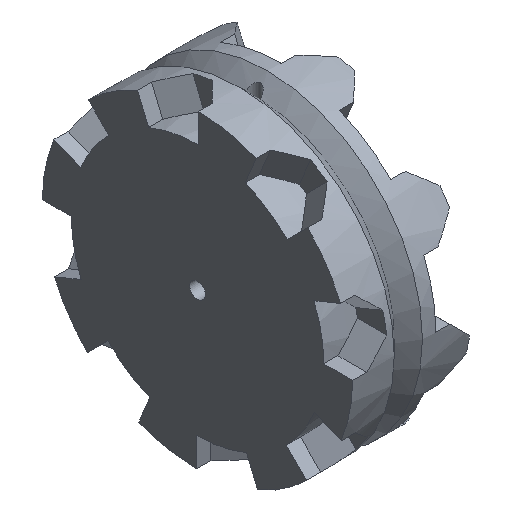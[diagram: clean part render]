
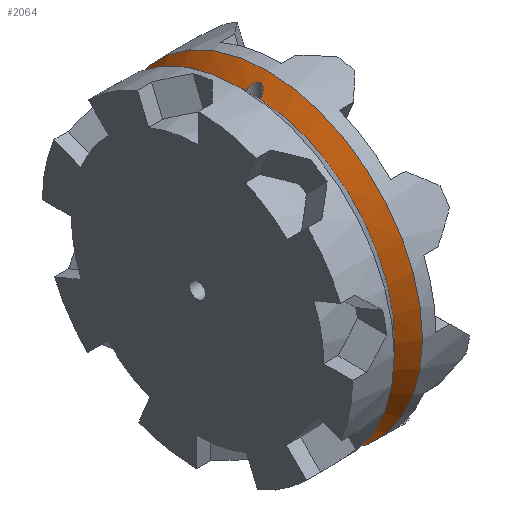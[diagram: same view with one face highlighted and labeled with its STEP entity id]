
A CAD part, isometric view. The second image highlights one B-rep face of the part: STEP entity #2064.
In plain terms, the highlighted conical face has half-angle 45 degrees and reference radius 21 mm.
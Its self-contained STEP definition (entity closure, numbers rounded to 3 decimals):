
#15=CONICAL_SURFACE('',#2312,21.,0.785);
#19=B_SPLINE_CURVE_WITH_KNOTS('',3,(#3595,#3596,#3597,#3598,#3599,#3600,
#3601,#3602,#3603,#3604,#3605,#3606),.UNSPECIFIED.,.F.,.F.,(4,2,2,2,2,4),
(0.192,0.213,0.235,0.278,
0.331,0.377),.UNSPECIFIED.);
#20=B_SPLINE_CURVE_WITH_KNOTS('',3,(#3609,#3610,#3611,#3612,#3613,#3614,
#3615,#3616,#3617,#3618,#3619,#3620),.UNSPECIFIED.,.F.,.F.,(4,2,2,2,2,4),
(0.007,0.053,0.105,0.149,
0.17,0.192),.UNSPECIFIED.);
#179=FACE_OUTER_BOUND('',#289,.T.);
#289=EDGE_LOOP('',(#1700,#1701,#1702,#1703,#1704,#1705));
#389=CIRCLE('',#2313,22.);
#390=CIRCLE('',#2314,20.);
#539=LINE('',#3593,#708);
#708=VECTOR('',#2899,21.);
#927=VERTEX_POINT('',#3590);
#928=VERTEX_POINT('',#3592);
#929=VERTEX_POINT('',#3594);
#930=VERTEX_POINT('',#3607);
#1213=EDGE_CURVE('',#927,#927,#389,.T.);
#1214=EDGE_CURVE('',#927,#928,#539,.T.);
#1215=EDGE_CURVE('',#929,#928,#19,.F.);
#1216=EDGE_CURVE('',#930,#929,#390,.T.);
#1217=EDGE_CURVE('',#928,#930,#20,.F.);
#1700=ORIENTED_EDGE('',*,*,#1213,.T.);
#1701=ORIENTED_EDGE('',*,*,#1214,.T.);
#1702=ORIENTED_EDGE('',*,*,#1215,.F.);
#1703=ORIENTED_EDGE('',*,*,#1216,.F.);
#1704=ORIENTED_EDGE('',*,*,#1217,.F.);
#1705=ORIENTED_EDGE('',*,*,#1214,.F.);
#2064=ADVANCED_FACE('',(#179),#15,.T.);
#2312=AXIS2_PLACEMENT_3D('',#3589,#2895,#2896);
#2313=AXIS2_PLACEMENT_3D('',#3591,#2897,#2898);
#2314=AXIS2_PLACEMENT_3D('',#3608,#2900,#2901);
#2895=DIRECTION('center_axis',(1.,0.,0.));
#2896=DIRECTION('ref_axis',(0.,0.,-1.));
#2897=DIRECTION('center_axis',(-1.,0.,0.));
#2898=DIRECTION('ref_axis',(0.,0.,-1.));
#2899=DIRECTION('',(-0.707,0.,-0.707));
#2900=DIRECTION('center_axis',(-1.,0.,0.));
#2901=DIRECTION('ref_axis',(0.,0.,-1.));
#3589=CARTESIAN_POINT('Origin',(33.,-27.,0.));
#3590=CARTESIAN_POINT('',(34.,-27.,22.));
#3591=CARTESIAN_POINT('Origin',(34.,-27.,0.));
#3592=CARTESIAN_POINT('',(33.,-27.,21.));
#3593=CARTESIAN_POINT('',(33.,-27.,21.));
#3594=CARTESIAN_POINT('',(32.,-28.,19.975));
#3595=CARTESIAN_POINT('Ctrl Pts',(33.,-27.,21.));
#3596=CARTESIAN_POINT('Ctrl Pts',(33.,-27.072,21.));
#3597=CARTESIAN_POINT('Ctrl Pts',(32.992,-27.144,20.992));
#3598=CARTESIAN_POINT('Ctrl Pts',(32.962,-27.284,20.96));
#3599=CARTESIAN_POINT('Ctrl Pts',(32.939,-27.351,20.936));
#3600=CARTESIAN_POINT('Ctrl Pts',(32.854,-27.539,20.847));
#3601=CARTESIAN_POINT('Ctrl Pts',(32.773,-27.645,20.763));
#3602=CARTESIAN_POINT('Ctrl Pts',(32.587,-27.821,20.571));
#3603=CARTESIAN_POINT('Ctrl Pts',(32.465,-27.896,20.446));
#3604=CARTESIAN_POINT('Ctrl Pts',(32.226,-27.981,20.202));
#3605=CARTESIAN_POINT('Ctrl Pts',(32.11,-28.,20.085));
#3606=CARTESIAN_POINT('Ctrl Pts',(32.,-28.,19.975));
#3607=CARTESIAN_POINT('',(32.,-26.,19.975));
#3608=CARTESIAN_POINT('Origin',(32.,-27.,0.));
#3609=CARTESIAN_POINT('Ctrl Pts',(32.,-26.,19.975));
#3610=CARTESIAN_POINT('Ctrl Pts',(32.11,-26.,20.085));
#3611=CARTESIAN_POINT('Ctrl Pts',(32.226,-26.019,20.202));
#3612=CARTESIAN_POINT('Ctrl Pts',(32.465,-26.104,20.446));
#3613=CARTESIAN_POINT('Ctrl Pts',(32.587,-26.179,20.571));
#3614=CARTESIAN_POINT('Ctrl Pts',(32.773,-26.355,20.763));
#3615=CARTESIAN_POINT('Ctrl Pts',(32.854,-26.461,20.847));
#3616=CARTESIAN_POINT('Ctrl Pts',(32.939,-26.649,20.936));
#3617=CARTESIAN_POINT('Ctrl Pts',(32.962,-26.716,20.96));
#3618=CARTESIAN_POINT('Ctrl Pts',(32.992,-26.856,20.992));
#3619=CARTESIAN_POINT('Ctrl Pts',(33.,-26.928,21.));
#3620=CARTESIAN_POINT('Ctrl Pts',(33.,-27.,21.));
